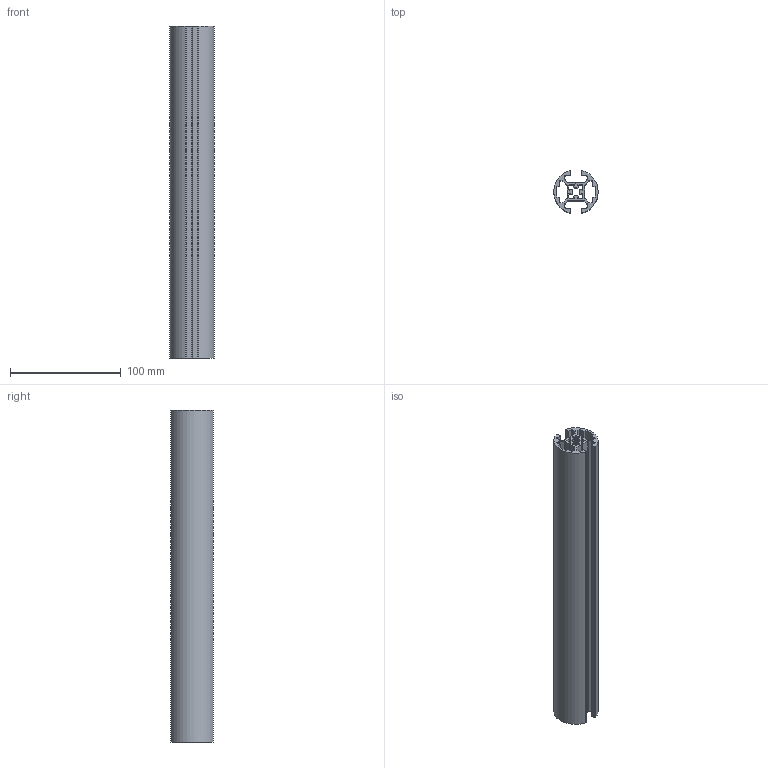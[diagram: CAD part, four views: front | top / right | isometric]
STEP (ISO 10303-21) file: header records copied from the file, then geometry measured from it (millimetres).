
FILE_DESCRIPTION (( 'STEP AP203' ), '1' );
FILE_NAME ('10-40R2-0.STEP', '2022-02-23T14:06:51', ( '' ), ( '' ), 'SwSTEP 2.0', 'SolidWorks 2021', '' );
FILE_SCHEMA (( 'CONFIG_CONTROL_DESIGN' ));
Length unit declared in the file: millimetre
Products named in the file (1): 10-40R2-0
Bounding box: 39.93 x 38 x 300 mm (x, y, z)
Volume: 143232.5 mm3; surface area: 117046.8 mm2
Topology: 1 solids, 1 shells, 161 faces, 477 edges, 318 vertices
Faces by surface type: cylinder 83, plane 78
Entity records: 5526 total; most frequent: DIRECTION 967, CARTESIAN_POINT 957, ORIENTED_EDGE 954, EDGE_CURVE 477, AXIS2_PLACEMENT_3D 328, VERTEX_POINT 318, LINE 311, VECTOR 311
